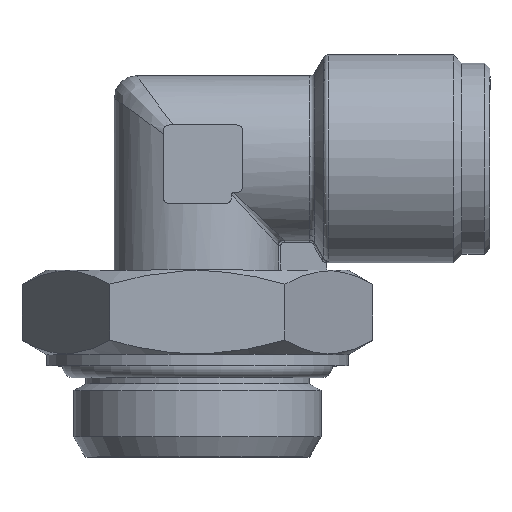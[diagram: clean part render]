
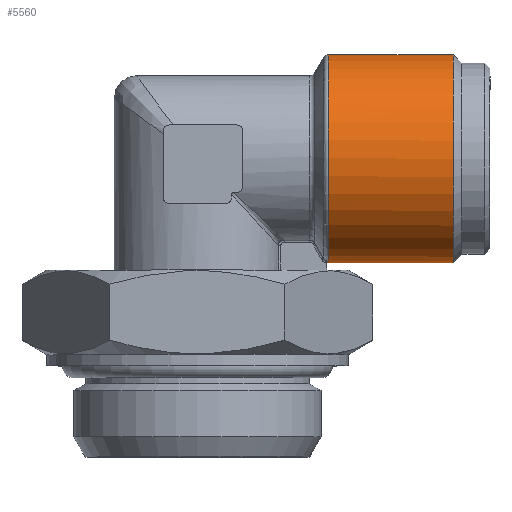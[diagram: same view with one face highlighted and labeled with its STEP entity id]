
A CAD part, top view. The second image highlights one B-rep face of the part: STEP entity #5560.
In plain terms, the highlighted cylindrical face has radius 9.25 mm (diameter 18.5 mm), a full revolution.
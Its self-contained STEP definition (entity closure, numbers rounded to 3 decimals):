
#57=CYLINDRICAL_SURFACE('',#5774,9.25);
#782=B_SPLINE_CURVE_WITH_KNOTS('',3,(#7614,#7615,#7616,#7617),
 .UNSPECIFIED.,.F.,.F.,(4,4),(0.,1.),.UNSPECIFIED.);
#785=B_SPLINE_CURVE_WITH_KNOTS('',3,(#7648,#7649,#7650,#7651),
 .UNSPECIFIED.,.F.,.F.,(4,4),(0.,1.),.UNSPECIFIED.);
#1988=ORIENTED_EDGE('',*,*,#2187,.T.);
#1989=ORIENTED_EDGE('',*,*,#2197,.F.);
#1990=ORIENTED_EDGE('',*,*,#2182,.T.);
#1991=ORIENTED_EDGE('',*,*,#2163,.F.);
#1992=ORIENTED_EDGE('',*,*,#2613,.T.);
#2163=EDGE_CURVE('',#2727,#2728,#3009,.T.);
#2182=EDGE_CURVE('',#2744,#2728,#782,.T.);
#2187=EDGE_CURVE('',#2727,#2747,#785,.T.);
#2197=EDGE_CURVE('',#2744,#2747,#3017,.T.);
#2613=EDGE_CURVE('',#2997,#2997,#3069,.T.);
#2727=VERTEX_POINT('',#7524);
#2728=VERTEX_POINT('',#7526);
#2744=VERTEX_POINT('',#7618);
#2747=VERTEX_POINT('',#7647);
#2997=VERTEX_POINT('',#12548);
#3009=CIRCLE('',#5588,9.25);
#3017=CIRCLE('',#5601,9.25);
#3069=CIRCLE('',#5775,9.25);
#3328=EDGE_LOOP('',(#1988,#1989,#1990,#1991));
#3329=EDGE_LOOP('',(#1992));
#3608=FACE_BOUND('',#3328,.T.);
#3609=FACE_BOUND('',#3329,.T.);
#5560=ADVANCED_FACE('',(#3608,#3609),#57,.T.);
#5588=AXIS2_PLACEMENT_3D('',#7525,#5861,#5862);
#5601=AXIS2_PLACEMENT_3D('',#7741,#5894,#5895);
#5774=AXIS2_PLACEMENT_3D('',#12546,#6467,#6468);
#5775=AXIS2_PLACEMENT_3D('',#12547,#6469,#6470);
#5861=DIRECTION('',(-1.,0.,0.));
#5862=DIRECTION('',(0.,0.,1.));
#5894=DIRECTION('',(-1.,0.,0.));
#5895=DIRECTION('',(0.,-1.,0.));
#6467=DIRECTION('',(-1.,0.,0.));
#6468=DIRECTION('',(0.,-1.,0.));
#6469=DIRECTION('',(-1.,0.,0.));
#6470=DIRECTION('',(0.,0.,1.));
#7524=CARTESIAN_POINT('',(11.5,-9.114,-1.582));
#7525=CARTESIAN_POINT('',(11.5,0.,0.));
#7526=CARTESIAN_POINT('',(11.5,-9.114,1.582));
#7614=CARTESIAN_POINT('',(11.645,-9.099,1.664));
#7615=CARTESIAN_POINT('',(11.59,-9.105,1.63));
#7616=CARTESIAN_POINT('',(11.542,-9.11,1.603));
#7617=CARTESIAN_POINT('',(11.5,-9.114,1.582));
#7618=CARTESIAN_POINT('',(11.645,-9.099,1.664));
#7647=CARTESIAN_POINT('',(11.645,-9.099,-1.664));
#7648=CARTESIAN_POINT('',(11.5,-9.114,-1.582));
#7649=CARTESIAN_POINT('',(11.542,-9.11,-1.603));
#7650=CARTESIAN_POINT('',(11.59,-9.105,-1.63));
#7651=CARTESIAN_POINT('',(11.645,-9.099,-1.664));
#7741=CARTESIAN_POINT('',(11.645,0.,0.));
#12546=CARTESIAN_POINT('',(0.,0.,0.));
#12547=CARTESIAN_POINT('',(22.75,0.,0.));
#12548=CARTESIAN_POINT('',(22.75,0.,9.25));
